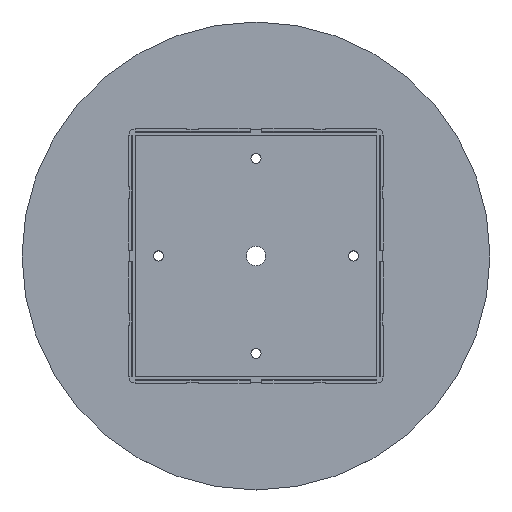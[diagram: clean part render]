
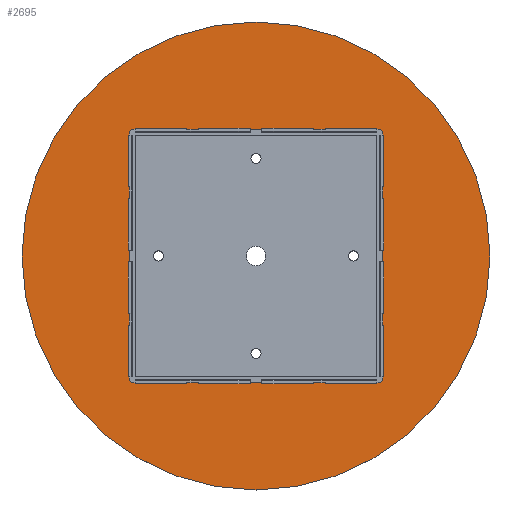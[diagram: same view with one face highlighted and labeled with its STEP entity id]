
A CAD part, top view. The second image highlights one B-rep face of the part: STEP entity #2695.
In plain terms, the highlighted planar face has unit normal (0, 0, 1).
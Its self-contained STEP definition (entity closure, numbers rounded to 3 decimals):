
#119=PLANE('',#2882);
#317=LINE('',#4043,#649);
#416=LINE('',#4280,#748);
#436=LINE('',#4323,#768);
#440=LINE('',#4333,#772);
#649=VECTOR('',#3252,1000.);
#748=VECTOR('',#3479,1000.);
#768=VECTOR('',#3519,1000.);
#772=VECTOR('',#3529,1000.);
#1367=ORIENTED_EDGE('',*,*,#1908,.F.);
#1368=ORIENTED_EDGE('',*,*,#1912,.T.);
#1369=ORIENTED_EDGE('',*,*,#1771,.F.);
#1370=ORIENTED_EDGE('',*,*,#1913,.T.);
#1371=ORIENTED_EDGE('',*,*,#1914,.F.);
#1372=ORIENTED_EDGE('',*,*,#1915,.T.);
#1373=ORIENTED_EDGE('',*,*,#1886,.F.);
#1374=ORIENTED_EDGE('',*,*,#1916,.T.);
#1375=ORIENTED_EDGE('',*,*,#1838,.F.);
#1771=EDGE_CURVE('',#2112,#2113,#317,.T.);
#1838=EDGE_CURVE('',#2158,#2158,#2245,.T.);
#1886=EDGE_CURVE('',#2186,#2187,#416,.T.);
#1908=EDGE_CURVE('',#2199,#2200,#436,.T.);
#1912=EDGE_CURVE('',#2199,#2113,#2252,.T.);
#1913=EDGE_CURVE('',#2112,#2202,#2253,.T.);
#1914=EDGE_CURVE('',#2203,#2202,#440,.T.);
#1915=EDGE_CURVE('',#2203,#2187,#2254,.T.);
#1916=EDGE_CURVE('',#2186,#2200,#2255,.T.);
#2112=VERTEX_POINT('',#4042);
#2113=VERTEX_POINT('',#4044);
#2158=VERTEX_POINT('',#4183);
#2186=VERTEX_POINT('',#4279);
#2187=VERTEX_POINT('',#4281);
#2199=VERTEX_POINT('',#4322);
#2200=VERTEX_POINT('',#4324);
#2202=VERTEX_POINT('',#4332);
#2203=VERTEX_POINT('',#4334);
#2245=CIRCLE('',#2846,60.);
#2252=CIRCLE('',#2883,1.);
#2253=CIRCLE('',#2884,1.);
#2254=CIRCLE('',#2885,1.);
#2255=CIRCLE('',#2886,1.);
#2389=EDGE_LOOP('',(#1367,#1368,#1369,#1370,#1371,#1372,#1373,#1374));
#2390=EDGE_LOOP('',(#1375));
#2541=FACE_BOUND('',#2389,.T.);
#2542=FACE_BOUND('',#2390,.T.);
#2695=ADVANCED_FACE('',(#2541,#2542),#119,.F.);
#2846=AXIS2_PLACEMENT_3D('',#4182,#3384,#3385);
#2882=AXIS2_PLACEMENT_3D('',#4329,#3523,#3524);
#2883=AXIS2_PLACEMENT_3D('',#4330,#3525,#3526);
#2884=AXIS2_PLACEMENT_3D('',#4331,#3527,#3528);
#2885=AXIS2_PLACEMENT_3D('',#4335,#3530,#3531);
#2886=AXIS2_PLACEMENT_3D('',#4336,#3532,#3533);
#3252=DIRECTION('',(-1.,0.,0.));
#3384=DIRECTION('',(0.,0.,-1.));
#3385=DIRECTION('',(1.,0.,0.));
#3479=DIRECTION('',(1.,0.,0.));
#3519=DIRECTION('',(0.,-1.,0.));
#3523=DIRECTION('',(0.,0.,-1.));
#3524=DIRECTION('',(-1.,0.,0.));
#3525=DIRECTION('',(0.,0.,-1.));
#3526=DIRECTION('',(-1.,0.,0.));
#3527=DIRECTION('',(0.,0.,-1.));
#3528=DIRECTION('',(-1.,0.,0.));
#3529=DIRECTION('',(0.,1.,0.));
#3530=DIRECTION('',(0.,0.,-1.));
#3531=DIRECTION('',(-1.,0.,0.));
#3532=DIRECTION('',(0.,0.,-1.));
#3533=DIRECTION('',(-1.,0.,0.));
#4042=CARTESIAN_POINT('',(88.796,89.796,0.));
#4043=CARTESIAN_POINT('',(89.796,89.796,0.));
#4044=CARTESIAN_POINT('',(25.796,89.796,0.));
#4182=CARTESIAN_POINT('',(57.296,57.296,0.));
#4183=CARTESIAN_POINT('',(117.296,57.296,0.));
#4279=CARTESIAN_POINT('',(25.796,24.796,0.));
#4280=CARTESIAN_POINT('',(24.796,24.796,0.));
#4281=CARTESIAN_POINT('',(88.796,24.796,0.));
#4322=CARTESIAN_POINT('',(24.796,88.796,0.));
#4323=CARTESIAN_POINT('',(24.796,89.796,0.));
#4324=CARTESIAN_POINT('',(24.796,25.796,0.));
#4329=CARTESIAN_POINT('',(57.296,57.296,0.));
#4330=CARTESIAN_POINT('',(25.796,88.796,0.));
#4331=CARTESIAN_POINT('',(88.796,88.796,0.));
#4332=CARTESIAN_POINT('',(89.796,88.796,0.));
#4333=CARTESIAN_POINT('',(89.796,57.296,0.));
#4334=CARTESIAN_POINT('',(89.796,25.796,0.));
#4335=CARTESIAN_POINT('',(88.796,25.796,0.));
#4336=CARTESIAN_POINT('',(25.796,25.796,0.));
